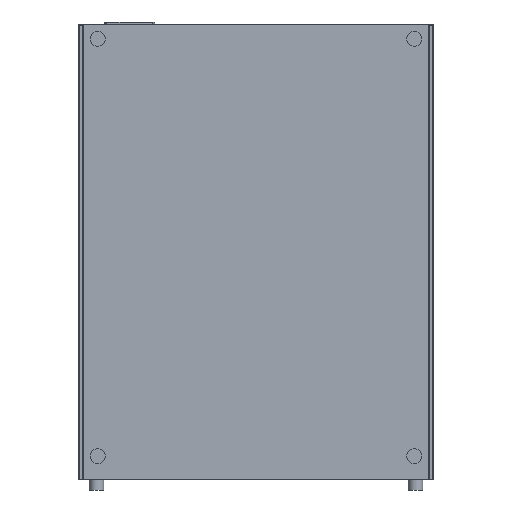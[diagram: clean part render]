
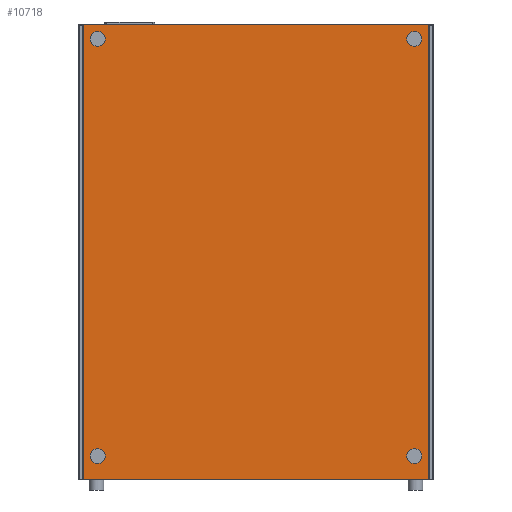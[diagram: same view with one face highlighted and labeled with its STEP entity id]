
A CAD part, front view. The second image highlights one B-rep face of the part: STEP entity #10718.
In plain terms, the highlighted planar face has unit normal (0, -1, 0).
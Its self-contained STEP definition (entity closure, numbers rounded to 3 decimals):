
#264=PLANE('',#11491);
#808=FACE_OUTER_BOUND('',#1464,.T.);
#1464=EDGE_LOOP('',(#8115,#8116,#8117,#8118));
#2274=LINE('',#16000,#3558);
#2277=LINE('',#16005,#3561);
#2279=LINE('',#16009,#3563);
#2280=LINE('',#16011,#3564);
#3558=VECTOR('',#12897,10.);
#3561=VECTOR('',#12902,10.);
#3563=VECTOR('',#12906,10.);
#3564=VECTOR('',#12909,10.);
#5047=VERTEX_POINT('',#15997);
#5048=VERTEX_POINT('',#15999);
#5049=VERTEX_POINT('',#16003);
#5050=VERTEX_POINT('',#16007);
#6194=EDGE_CURVE('',#5047,#5048,#2274,.T.);
#6197=EDGE_CURVE('',#5049,#5047,#2277,.T.);
#6199=EDGE_CURVE('',#5050,#5049,#2279,.T.);
#6200=EDGE_CURVE('',#5048,#5050,#2280,.T.);
#8115=ORIENTED_EDGE('',*,*,#6200,.F.);
#8116=ORIENTED_EDGE('',*,*,#6194,.F.);
#8117=ORIENTED_EDGE('',*,*,#6197,.F.);
#8118=ORIENTED_EDGE('',*,*,#6199,.F.);
#10718=ADVANCED_FACE('',(#808),#264,.F.);
#11491=AXIS2_PLACEMENT_3D('',#16012,#12910,#12911);
#12897=DIRECTION('',(0.,0.,-1.));
#12902=DIRECTION('',(1.,0.,0.));
#12906=DIRECTION('',(0.,0.,1.));
#12909=DIRECTION('',(-1.,0.,0.));
#12910=DIRECTION('center_axis',(0.,1.,0.));
#12911=DIRECTION('ref_axis',(0.,0.,1.));
#15997=CARTESIAN_POINT('',(290.,0.,382.5));
#15999=CARTESIAN_POINT('',(290.,0.,-382.5));
#16000=CARTESIAN_POINT('',(290.,0.,382.5));
#16003=CARTESIAN_POINT('',(-290.,0.,382.5));
#16005=CARTESIAN_POINT('',(-290.,0.,382.5));
#16007=CARTESIAN_POINT('',(-290.,0.,-382.5));
#16009=CARTESIAN_POINT('',(-290.,0.,-382.5));
#16011=CARTESIAN_POINT('',(290.,0.,-382.5));
#16012=CARTESIAN_POINT('Origin',(0.,0.,0.));
